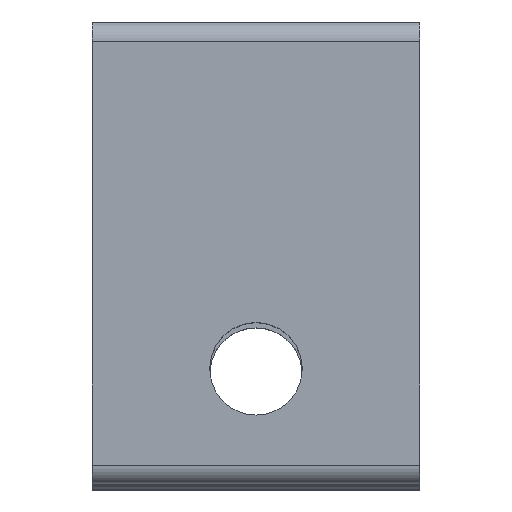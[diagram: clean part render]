
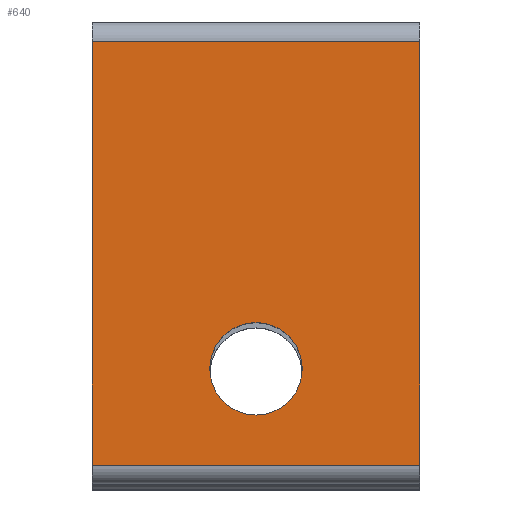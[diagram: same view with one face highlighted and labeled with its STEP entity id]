
A CAD part, top view. The second image highlights one B-rep face of the part: STEP entity #640.
In plain terms, the highlighted planar face has unit normal (0, 0, 1).
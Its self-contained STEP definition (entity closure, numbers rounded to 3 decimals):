
#10 = EDGE_LOOP ( 'NONE', ( #863, #647, #696, #220 ) ) ;
#12 = DIRECTION ( 'NONE',  ( 0., -1., 0. ) ) ;
#19 = DIRECTION ( 'NONE',  ( 0., 0., 1. ) ) ;
#32 = ORIENTED_EDGE ( 'NONE', *, *, #787, .F. ) ;
#54 = FACE_OUTER_BOUND ( 'NONE', #10, .T. ) ;
#79 = LINE ( 'NONE', #1368, #499 ) ;
#121 = CARTESIAN_POINT ( 'NONE',  ( 0., 0., 41.5 ) ) ;
#125 = CARTESIAN_POINT ( 'NONE',  ( 0., -3., 41.5 ) ) ;
#172 = VERTEX_POINT ( 'NONE', #1220 ) ;
#180 = EDGE_CURVE ( 'NONE', #798, #213, #298, .T. ) ;
#186 = LINE ( 'NONE', #1429, #1234 ) ;
#213 = VERTEX_POINT ( 'NONE', #309 ) ;
#220 = ORIENTED_EDGE ( 'NONE', *, *, #300, .T. ) ;
#259 = VECTOR ( 'NONE', #536, 1000. ) ;
#266 = EDGE_CURVE ( 'NONE', #213, #305, #928, .T. ) ;
#298 = LINE ( 'NONE', #1099, #1237 ) ;
#300 = EDGE_CURVE ( 'NONE', #305, #172, #186, .T. ) ;
#305 = VERTEX_POINT ( 'NONE', #544 ) ;
#309 = CARTESIAN_POINT ( 'NONE',  ( 4.25, -5.5, 41.5 ) ) ;
#310 = CARTESIAN_POINT ( 'NONE',  ( -1.2, -3., 41.5 ) ) ;
#321 = DIRECTION ( 'NONE',  ( 1., 0., 0. ) ) ;
#395 = VERTEX_POINT ( 'NONE', #635 ) ;
#459 = DIRECTION ( 'NONE',  ( 1., 0., 0. ) ) ;
#481 = AXIS2_PLACEMENT_3D ( 'NONE', #1047, #1140, #459 ) ;
#499 = VECTOR ( 'NONE', #12, 1000. ) ;
#536 = DIRECTION ( 'NONE',  ( 0., 1., 0. ) ) ;
#544 = CARTESIAN_POINT ( 'NONE',  ( 4.25, 5.5, 41.5 ) ) ;
#579 = CARTESIAN_POINT ( 'NONE',  ( 4.25, -6., 41.5 ) ) ;
#608 = CIRCLE ( 'NONE', #1015, 1.2 ) ;
#621 = VERTEX_POINT ( 'NONE', #310 ) ;
#635 = CARTESIAN_POINT ( 'NONE',  ( 1.2, -3., 41.5 ) ) ;
#640 = ADVANCED_FACE ( 'NONE', ( #1267, #54 ), #790, .F. ) ;
#647 = ORIENTED_EDGE ( 'NONE', *, *, #180, .T. ) ;
#680 = DIRECTION ( 'NONE',  ( 0., 0., -1. ) ) ;
#696 = ORIENTED_EDGE ( 'NONE', *, *, #266, .T. ) ;
#787 = EDGE_CURVE ( 'NONE', #621, #395, #608, .T. ) ;
#790 = PLANE ( 'NONE',  #1173 ) ;
#798 = VERTEX_POINT ( 'NONE', #1030 ) ;
#801 = DIRECTION ( 'NONE',  ( 1., 0., 0. ) ) ;
#803 = DIRECTION ( 'NONE',  ( -1., 0., 0. ) ) ;
#863 = ORIENTED_EDGE ( 'NONE', *, *, #987, .T. ) ;
#872 = DIRECTION ( 'NONE',  ( -1., 0., 0. ) ) ;
#928 = LINE ( 'NONE', #579, #259 ) ;
#987 = EDGE_CURVE ( 'NONE', #172, #798, #79, .T. ) ;
#1015 = AXIS2_PLACEMENT_3D ( 'NONE', #125, #19, #801 ) ;
#1030 = CARTESIAN_POINT ( 'NONE',  ( -4.25, -5.5, 41.5 ) ) ;
#1047 = CARTESIAN_POINT ( 'NONE',  ( 0., -3., 41.5 ) ) ;
#1079 = ORIENTED_EDGE ( 'NONE', *, *, #1334, .F. ) ;
#1083 = CIRCLE ( 'NONE', #481, 1.2 ) ;
#1099 = CARTESIAN_POINT ( 'NONE',  ( 0., -5.5, 41.5 ) ) ;
#1100 = EDGE_LOOP ( 'NONE', ( #1079, #32 ) ) ;
#1140 = DIRECTION ( 'NONE',  ( 0., 0., 1. ) ) ;
#1173 = AXIS2_PLACEMENT_3D ( 'NONE', #121, #680, #803 ) ;
#1220 = CARTESIAN_POINT ( 'NONE',  ( -4.25, 5.5, 41.5 ) ) ;
#1234 = VECTOR ( 'NONE', #872, 1000. ) ;
#1237 = VECTOR ( 'NONE', #321, 1000. ) ;
#1267 = FACE_BOUND ( 'NONE', #1100, .T. ) ;
#1334 = EDGE_CURVE ( 'NONE', #395, #621, #1083, .T. ) ;
#1368 = CARTESIAN_POINT ( 'NONE',  ( -4.25, -6., 41.5 ) ) ;
#1429 = CARTESIAN_POINT ( 'NONE',  ( 0., 5.5, 41.5 ) ) ;
